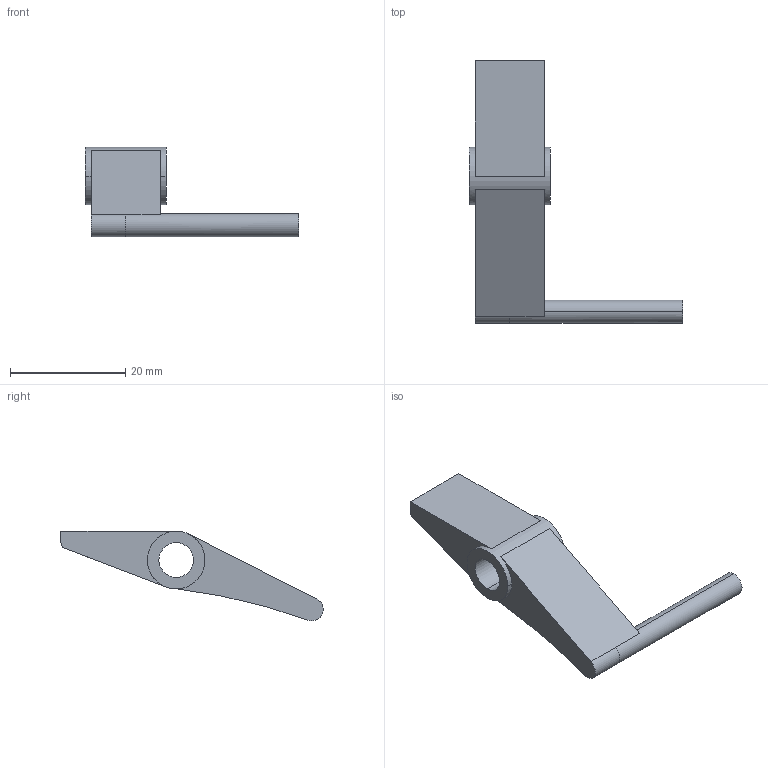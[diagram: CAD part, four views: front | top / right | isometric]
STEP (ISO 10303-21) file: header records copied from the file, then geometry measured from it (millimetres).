
FILE_DESCRIPTION((''),'2;1');
FILE_NAME('OBMP-TCU-1181','2023-10-09T18:06:02',('ccha425'),('Department of Mechanical Engineering, The University of Auckland'),'CREO PARAMETRIC BY PTC INC, 2017260','CREO PARAMETRIC BY PTC INC, 2017260','');
FILE_SCHEMA(('CONFIG_CONTROL_DESIGN'));
Length unit declared in the file: millimetre
Products named in the file (1): OBMP-TCU-1181
Bounding box: 37 x 45.49 x 15.55 mm (x, y, z)
Volume: 3610.3 mm3; surface area: 2416.8 mm2
Topology: 1 solids, 1 shells, 22 faces, 58 edges, 39 vertices
Faces by surface type: plane 12, cylinder 10
Entity records: 742 total; most frequent: DIRECTION 132, CARTESIAN_POINT 119, ORIENTED_EDGE 116, EDGE_CURVE 58, AXIS2_PLACEMENT_3D 52, VERTEX_POINT 39, CIRCLE 30, VECTOR 28
